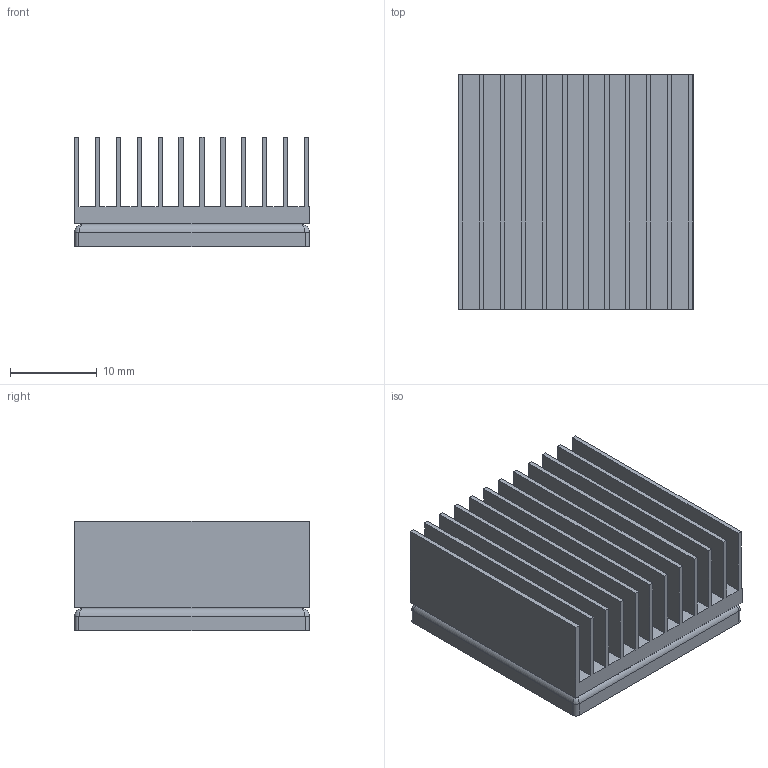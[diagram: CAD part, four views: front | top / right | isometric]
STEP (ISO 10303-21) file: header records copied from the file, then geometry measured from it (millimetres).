
FILE_DESCRIPTION( ( '' ), ' ' );
FILE_NAME( '5ac81a4916b06d0dc104ce0f.step', '2018-04-07T01:09:30', ( '' ), ( '' ), ' ', ' ', ' ' );
FILE_SCHEMA( ( 'AUTOMOTIVE_DESIGN { 1 0 10303 214 1 1 1 1 }' ) );
Length unit declared in the file: metre
Products named in the file (3): Assem1; Part 1
Assembly tree (2 placements, depth 2):
  Assem1
    Part 1
    Part 1
Bounding box: 27 x 27 x 12.65 mm (x, y, z)
Volume: 4662.6 mm3; surface area: 8648.9 mm2
Topology: 2 solids, 2 shells, 70 faces, 190 edges, 120 vertices
Faces by surface type: plane 58, cylinder 8, bspline 4
Entity records: 3108 total; most frequent: CARTESIAN_POINT 759, ORIENTED_EDGE 372, DIRECTION 340, EDGE_CURVE 186, LINE 170, VECTOR 170, VERTEX_POINT 120, AXIS2_PLACEMENT_3D 85
